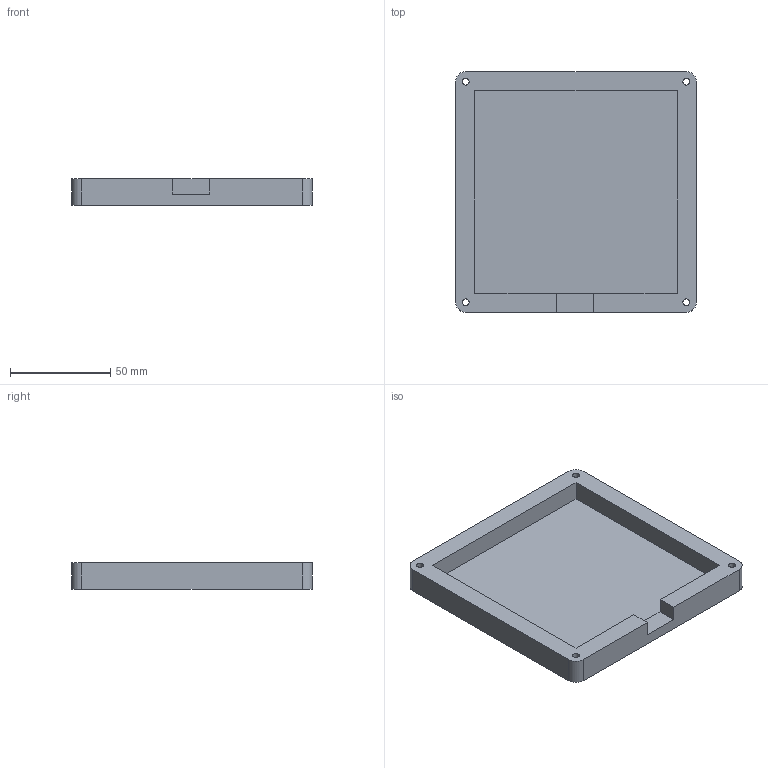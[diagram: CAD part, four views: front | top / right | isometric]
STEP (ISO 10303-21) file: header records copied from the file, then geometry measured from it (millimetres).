
FILE_DESCRIPTION(/* description */ (''),/* implementation_level */ '2;1');
FILE_NAME(/* name */ 'Bottom_Case_New_STEP.stp',/* time_stamp */ '2025-12-17T11:56:10-05:00',/* author */ ('omara'),/* organization */ (''),/* preprocessor_version */ 'ST-DEVELOPER v20',/* originating_system */ 'Autodesk Inventor 2025',/* authorisation */ '');
FILE_SCHEMA (('AUTOMOTIVE_DESIGN { 1 0 10303 214 3 1 1 }'));
Length unit declared in the file: millimetre
Products named in the file (1): Bottom_Case_New
Bounding box: 120 x 120 x 13 mm (x, y, z)
Volume: 82885 mm3; surface area: 39401.7 mm2
Topology: 1 solids, 1 shells, 224 faces, 597 edges, 398 vertices
Faces by surface type: bspline 106, plane 106, cylinder 12
Full cylindrical faces by diameter (mm): 3.4 x4, 6 x4
Entity records: 7540 total; most frequent: CARTESIAN_POINT 2598, ORIENTED_EDGE 1194, DIRECTION 647, EDGE_CURVE 597, VERTEX_POINT 398, LINE 361, VECTOR 361, EDGE_LOOP 255
